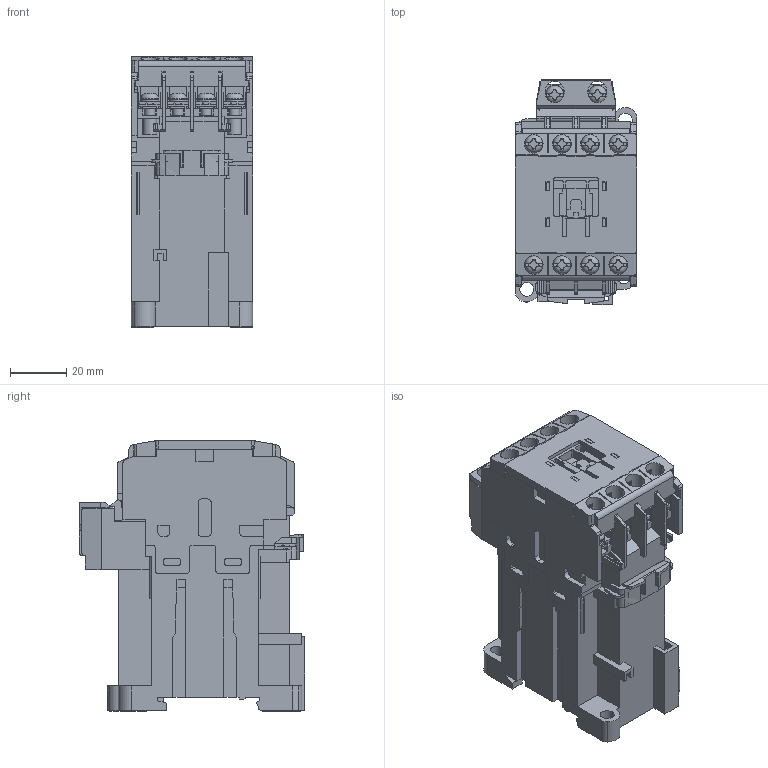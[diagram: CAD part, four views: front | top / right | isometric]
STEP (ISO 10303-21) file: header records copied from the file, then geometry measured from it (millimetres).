
FILE_DESCRIPTION (( 'STEP AP214' ), '1' );
FILE_NAME ('SCH4XG.STEP', '2023-06-30T00:32:37', ( '' ), ( '' ), 'SwSTEP 2.0', 'SolidWorks 2022', '' );
FILE_SCHEMA (( 'AUTOMOTIVE_DESIGN' ));
Length unit declared in the file: millimetre
Products named in the file (11): SCH4XA_main terminal cover; SCH4XG_body; Springwasher_M3P5; Plate_M3P5_7P6; SCH4XA_coil terminal cover; SCH4X Aux copper band; Screw M3P5_L10^SCH4XG; SCH4XG; Screw_M3.5_L10; SCH4X Coil plate band; SCH4X_bottom cover
Assembly tree (24 placements, depth 3):
  SCH4XG
    SCH4XG_body
    SCH4X_bottom cover
    SCH4XA_coil terminal cover
    SCH4XA_main terminal cover  x2
    SCH4X Aux copper band  x4
    Screw M3P5_L10^SCH4XG  x10
      Screw_M3.5_L10
      Plate_M3P5_7P6
      Springwasher_M3P5
    SCH4X Coil plate band  x2
Bounding box: 43 x 80 x 96 mm (x, y, z)
Volume: 204153.9 mm3; surface area: 68375.9 mm2
Topology: 47 solids, 47 shells, 2714 faces, 7682 edges, 5083 vertices
Faces by surface type: plane 2225, cylinder 425, cone 40, torus 20, bspline 4
Entity records: 53401 total; most frequent: CARTESIAN_POINT 9331, ORIENTED_EDGE 8896, DIRECTION 8160, EDGE_CURVE 4448, VECTOR 3768, LINE 3768, VERTEX_POINT 2943, AXIS2_PLACEMENT_3D 2196
